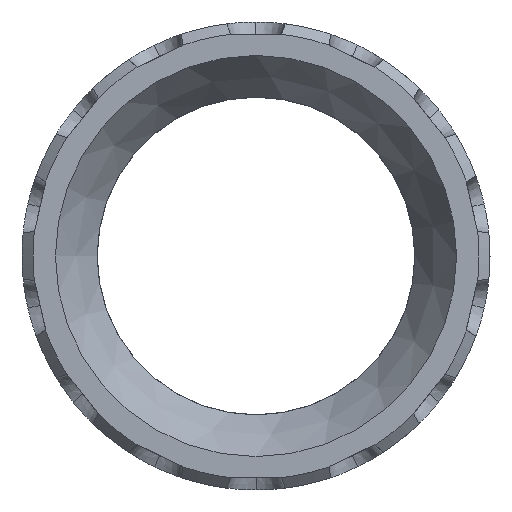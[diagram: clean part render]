
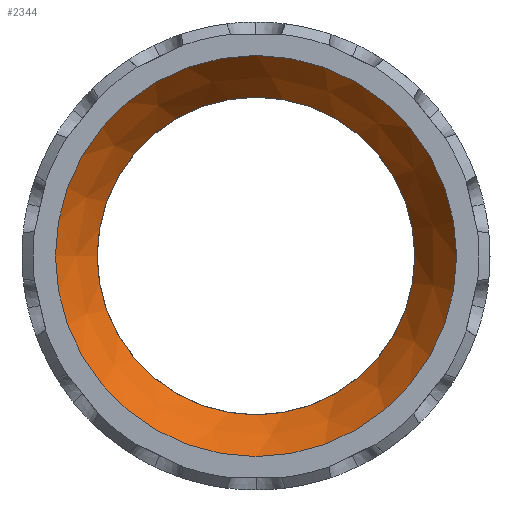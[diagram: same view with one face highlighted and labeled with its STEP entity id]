
A CAD part, front view. The second image highlights one B-rep face of the part: STEP entity #2344.
In plain terms, the highlighted conical face has half-angle 32 degrees and reference radius 10.755 mm.
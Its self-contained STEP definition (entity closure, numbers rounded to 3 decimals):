
#132=CONICAL_SURFACE('',#2512,10.755,0.559);
#192=CIRCLE('',#2513,9.51);
#193=CIRCLE('',#2514,12.);
#262=FACE_OUTER_BOUND('',#384,.T.);
#384=EDGE_LOOP('',(#1822,#1823,#1824,#1825));
#645=LINE('',#5777,#842);
#842=VECTOR('',#2862,10.755);
#1121=VERTEX_POINT('',#5774);
#1122=VERTEX_POINT('',#5776);
#1405=EDGE_CURVE('',#1121,#1121,#192,.T.);
#1406=EDGE_CURVE('',#1121,#1122,#645,.T.);
#1407=EDGE_CURVE('',#1122,#1122,#193,.T.);
#1822=ORIENTED_EDGE('',*,*,#1405,.T.);
#1823=ORIENTED_EDGE('',*,*,#1406,.T.);
#1824=ORIENTED_EDGE('',*,*,#1407,.T.);
#1825=ORIENTED_EDGE('',*,*,#1406,.F.);
#2344=ADVANCED_FACE('',(#262),#132,.F.);
#2512=AXIS2_PLACEMENT_3D('',#5773,#2858,#2859);
#2513=AXIS2_PLACEMENT_3D('',#5775,#2860,#2861);
#2514=AXIS2_PLACEMENT_3D('',#5778,#2863,#2864);
#2858=DIRECTION('center_axis',(0.,0.,
1.));
#2859=DIRECTION('ref_axis',(1.,0.,0.));
#2860=DIRECTION('center_axis',(0.,0.,
-1.));
#2861=DIRECTION('ref_axis',(1.,0.,0.));
#2862=DIRECTION('',(-0.53,0.,0.848));
#2863=DIRECTION('center_axis',(0.,0.,
1.));
#2864=DIRECTION('ref_axis',(1.,0.,0.));
#5773=CARTESIAN_POINT('Origin',(0.,0.,
11.242));
#5774=CARTESIAN_POINT('',(-9.51,0.,9.25));
#5775=CARTESIAN_POINT('Origin',(0.,0.,
9.25));
#5776=CARTESIAN_POINT('',(-12.,0.,13.235));
#5777=CARTESIAN_POINT('',(-10.755,0.,11.242));
#5778=CARTESIAN_POINT('Origin',(0.,0.,
13.235));
